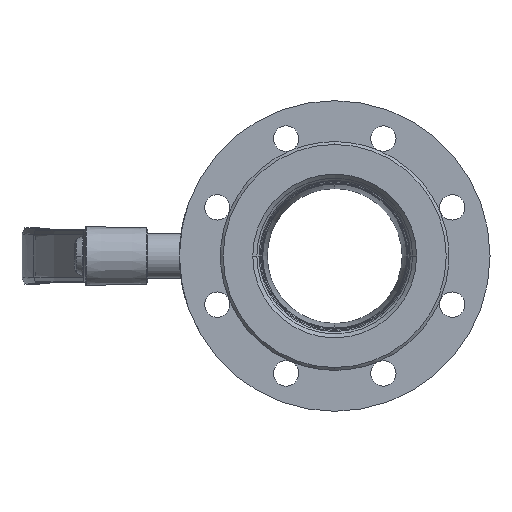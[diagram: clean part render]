
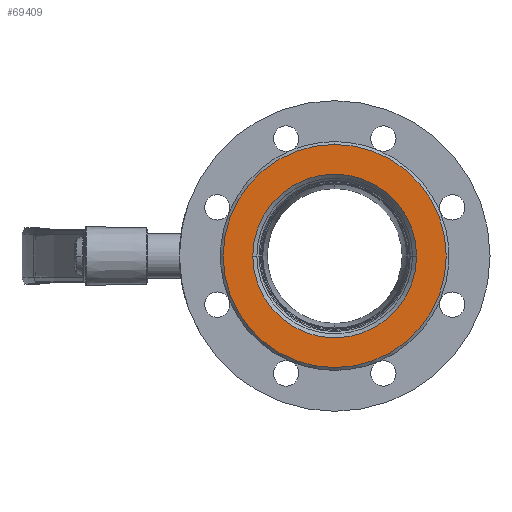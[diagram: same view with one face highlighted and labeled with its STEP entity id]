
A CAD part, left-side view. The second image highlights one B-rep face of the part: STEP entity #69409.
In plain terms, the highlighted planar face has unit normal (-1, 0, 0).
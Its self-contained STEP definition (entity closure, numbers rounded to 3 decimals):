
#3244 = CARTESIAN_POINT ( 'NONE',  ( -175., 0., 0. ) ) ;
#3302 = DIRECTION ( 'NONE',  ( 0., 0., 1. ) ) ;
#6097 = CIRCLE ( 'NONE', #37112, 79. ) ;
#7889 = AXIS2_PLACEMENT_3D ( 'NONE', #74459, #28587, #16747 ) ;
#12740 = VERTEX_POINT ( 'NONE', #74289 ) ;
#15122 = EDGE_CURVE ( 'NONE', #63548, #36567, #50464, .T. ) ;
#15973 = DIRECTION ( 'NONE',  ( -1., 0., 0. ) ) ;
#16747 = DIRECTION ( 'NONE',  ( 0., 0., 1. ) ) ;
#16921 = AXIS2_PLACEMENT_3D ( 'NONE', #24226, #49072, #17898 ) ;
#17898 = DIRECTION ( 'NONE',  ( 0., 0., -1. ) ) ;
#24226 = CARTESIAN_POINT ( 'NONE',  ( -175., 58., 0. ) ) ;
#24644 = PLANE ( 'NONE',  #16921 ) ;
#28587 = DIRECTION ( 'NONE',  ( -1., 0., 0. ) ) ;
#29361 = CARTESIAN_POINT ( 'NONE',  ( -175., 0., -79. ) ) ;
#34389 = FACE_BOUND ( 'NONE', #53293, .T. ) ;
#34618 = EDGE_CURVE ( 'NONE', #39491, #12740, #82786, .T. ) ;
#36567 = VERTEX_POINT ( 'NONE', #73584 ) ;
#36823 = EDGE_LOOP ( 'NONE', ( #40252, #48387 ) ) ;
#37112 = AXIS2_PLACEMENT_3D ( 'NONE', #3244, #61404, #42060 ) ;
#39491 = VERTEX_POINT ( 'NONE', #70854 ) ;
#40252 = ORIENTED_EDGE ( 'NONE', *, *, #15122, .T. ) ;
#42060 = DIRECTION ( 'NONE',  ( 0., 0., 1. ) ) ;
#42693 = DIRECTION ( 'NONE',  ( 0., 0., 1. ) ) ;
#47553 = EDGE_CURVE ( 'NONE', #12740, #39491, #80532, .T. ) ;
#48387 = ORIENTED_EDGE ( 'NONE', *, *, #79673, .T. ) ;
#49072 = DIRECTION ( 'NONE',  ( 1., 0., 0. ) ) ;
#50464 = CIRCLE ( 'NONE', #54479, 79. ) ;
#53293 = EDGE_LOOP ( 'NONE', ( #77031, #70671 ) ) ;
#54479 = AXIS2_PLACEMENT_3D ( 'NONE', #61048, #15973, #3302 ) ;
#61048 = CARTESIAN_POINT ( 'NONE',  ( -175., 0., 0. ) ) ;
#61404 = DIRECTION ( 'NONE',  ( -1., 0., 0. ) ) ;
#61629 = DIRECTION ( 'NONE',  ( -1., 0., 0. ) ) ;
#61717 = FACE_OUTER_BOUND ( 'NONE', #36823, .T. ) ;
#63548 = VERTEX_POINT ( 'NONE', #29361 ) ;
#69409 = ADVANCED_FACE ( 'NONE', ( #34389, #61717 ), #24644, .F. ) ;
#70671 = ORIENTED_EDGE ( 'NONE', *, *, #47553, .F. ) ;
#70854 = CARTESIAN_POINT ( 'NONE',  ( -175., 0., 58. ) ) ;
#73393 = AXIS2_PLACEMENT_3D ( 'NONE', #74686, #61629, #42693 ) ;
#73584 = CARTESIAN_POINT ( 'NONE',  ( -175., 0., 79. ) ) ;
#74289 = CARTESIAN_POINT ( 'NONE',  ( -175., 0., -58. ) ) ;
#74459 = CARTESIAN_POINT ( 'NONE',  ( -175., 0., 0. ) ) ;
#74686 = CARTESIAN_POINT ( 'NONE',  ( -175., 0., 0. ) ) ;
#77031 = ORIENTED_EDGE ( 'NONE', *, *, #34618, .F. ) ;
#79673 = EDGE_CURVE ( 'NONE', #36567, #63548, #6097, .T. ) ;
#80532 = CIRCLE ( 'NONE', #7889, 58. ) ;
#82786 = CIRCLE ( 'NONE', #73393, 58. ) ;
